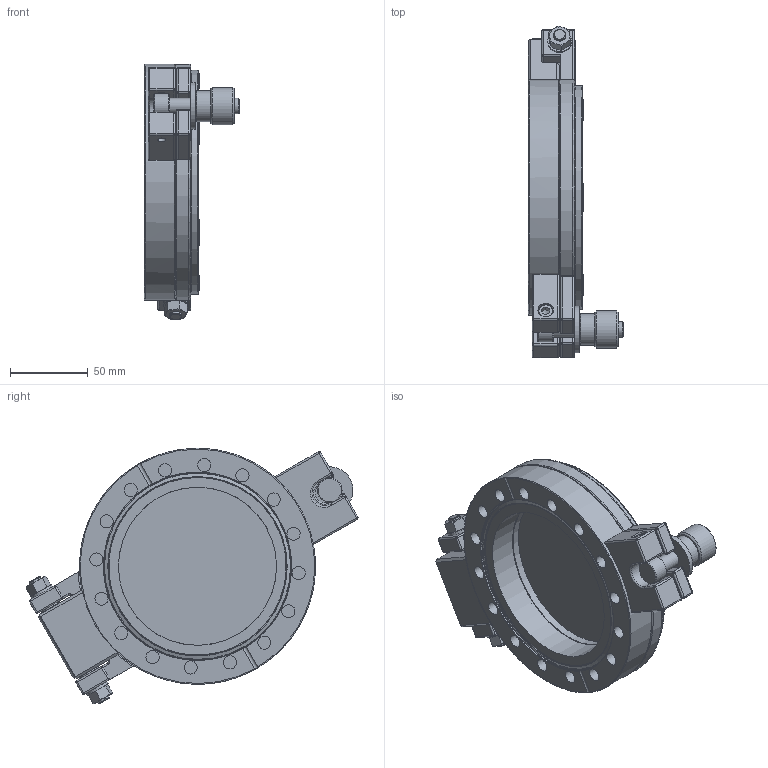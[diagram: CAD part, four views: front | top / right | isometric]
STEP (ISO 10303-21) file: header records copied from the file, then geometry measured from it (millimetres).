
FILE_DESCRIPTION (( 'STEP AP214' ), '1' );
FILE_NAME ('PRH1CF100 FULLVAC.STEP', '2020-09-10T10:23:32', ( '' ), ( '' ), 'SwSTEP 2.0', 'SolidWorks 2017', '' );
FILE_SCHEMA (( 'AUTOMOTIVE_DESIGN' ));
Length unit declared in the file: millimetre
Products named in the file (20): 6^PRH1CF100; 16^PRH1CF100; 17^PRH1CF100; 4^PRH1CF100; 15^PRH1CF100; 11^PRH1CF100; 8^PRH1CF100; 3^PRH1CF100; 10^PRH1CF100; 5^PRH1CF100; 18^PRH1CF100; 1^PRH1CF100; 2^PRH1CF100; PRH1CF100 FULLVAC; 13^PRH1CF100; 19^PRH1CF100; 9^PRH1CF100; 7^PRH1CF100; 12^PRH1CF100; 14^PRH1CF100
Assembly tree (28 placements, depth 2):
  PRH1CF100 FULLVAC
    1^PRH1CF100
    2^PRH1CF100
    3^PRH1CF100
    4^PRH1CF100
    5^PRH1CF100
    6^PRH1CF100
    7^PRH1CF100
    8^PRH1CF100
    9^PRH1CF100
    10^PRH1CF100
    11^PRH1CF100
    12^PRH1CF100  x2
    13^PRH1CF100
    14^PRH1CF100
    15^PRH1CF100  x2
    16^PRH1CF100
    17^PRH1CF100  x2
    18^PRH1CF100  x6
    19^PRH1CF100  x2
Bounding box: 61.11 x 213.28 x 164.08 mm (x, y, z)
Volume: 456469.8 mm3; surface area: 176029.8 mm2
Topology: 28 solids, 28 shells, 566 faces, 1388 edges, 871 vertices
Faces by surface type: plane 219, cylinder 202, bspline 79, cone 66
Full cylindrical faces by diameter (mm): 4.134 x6, 4.917 x1, 5 x6, 5.2 x6, 6 x1, 6.5 x1, 6.647 x2, 8 x4, 8.376 x1, 8.4 x2, 8.43 x16, 8.5 x3, 9.75 x6, 10 x3, 10.5 x1, 13.5 x16, 14 x2, 15.5 x2, 15.9 x1, 20 x1, 24 x1, 30 x1, 101.6 x3, 107.62 x1, 108.02 x1, 114.02 x1, 114.42 x1, 120 x2, 120.65 x1, 144 x1
Entity records: 27083 total; most frequent: CARTESIAN_POINT 13849, DIRECTION 1668, ORIENTED_EDGE 1394, AXIS2_PLACEMENT_3D 707, EDGE_CURVE 697, EDGE_LOOP 636, FACE_OUTER_BOUND 506, VERTEX_POINT 491
